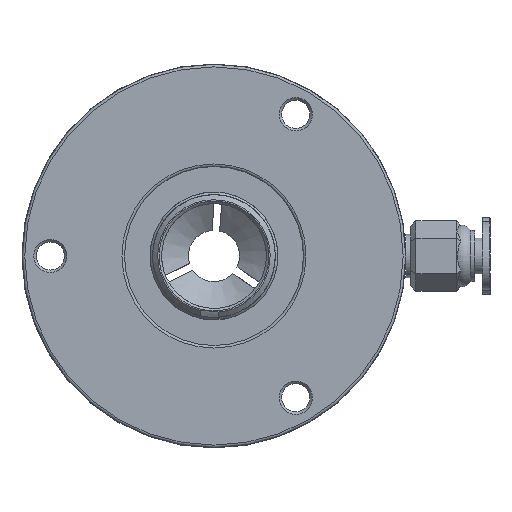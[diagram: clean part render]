
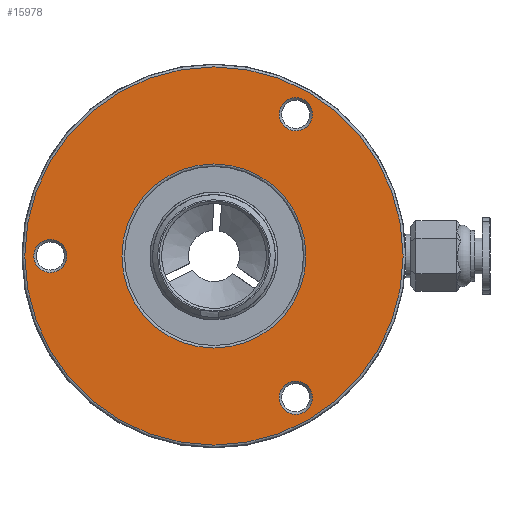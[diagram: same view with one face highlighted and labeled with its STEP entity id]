
A CAD part, left-side view. The second image highlights one B-rep face of the part: STEP entity #15978.
In plain terms, the highlighted planar face has unit normal (-1, 0, 0).
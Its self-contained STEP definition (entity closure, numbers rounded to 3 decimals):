
#2134 = FACE_BOUND ( 'NONE', #6308, .T. ) ;
#2234 = EDGE_LOOP ( 'NONE', ( #23774 ) ) ;
#2930 = DIRECTION ( 'NONE',  ( 0., 0., -1. ) ) ;
#4241 = AXIS2_PLACEMENT_3D ( 'NONE', #23900, #18616, #2930 ) ;
#4365 = CARTESIAN_POINT ( 'NONE',  ( -111.823, 48.457, 0. ) ) ;
#4496 = EDGE_CURVE ( 'NONE', #22030, #22030, #26523, .T. ) ;
#6033 = VERTEX_POINT ( 'NONE', #19563 ) ;
#6193 = CARTESIAN_POINT ( 'NONE',  ( -111.823, 0.457, -30.963 ) ) ;
#6308 = EDGE_LOOP ( 'NONE', ( #30853 ) ) ;
#7747 = ORIENTED_EDGE ( 'NONE', *, *, #16130, .T. ) ;
#7959 = CIRCLE ( 'NONE', #29900, 18. ) ;
#8529 = AXIS2_PLACEMENT_3D ( 'NONE', #11638, #22178, #27640 ) ;
#8859 = EDGE_CURVE ( 'NONE', #22538, #22538, #19424, .T. ) ;
#9253 = ORIENTED_EDGE ( 'NONE', *, *, #8859, .T. ) ;
#9486 = DIRECTION ( 'NONE',  ( 1., 0., 0. ) ) ;
#11497 = DIRECTION ( 'NONE',  ( 0., 0., -1. ) ) ;
#11638 = CARTESIAN_POINT ( 'NONE',  ( -111.823, 16.457, 0. ) ) ;
#11832 = CARTESIAN_POINT ( 'NONE',  ( -111.823, 16.457, 0. ) ) ;
#12482 = DIRECTION ( 'NONE',  ( 0., 0., -1. ) ) ;
#13080 = FACE_BOUND ( 'NONE', #20254, .T. ) ;
#13621 = AXIS2_PLACEMENT_3D ( 'NONE', #26298, #25767, #28755 ) ;
#13771 = EDGE_CURVE ( 'NONE', #6033, #6033, #23683, .T. ) ;
#13969 = EDGE_LOOP ( 'NONE', ( #23552 ) ) ;
#14470 = CARTESIAN_POINT ( 'NONE',  ( -111.823, 0.457, 27.713 ) ) ;
#15868 = CIRCLE ( 'NONE', #23173, 3.25 ) ;
#15978 = ADVANCED_FACE ( 'NONE', ( #2134, #28579, #13080, #20467, #34032 ), #34205, .F. ) ;
#16130 = EDGE_CURVE ( 'NONE', #22209, #22209, #15868, .T. ) ;
#17598 = VERTEX_POINT ( 'NONE', #20430 ) ;
#18616 = DIRECTION ( 'NONE',  ( 1., 0., 0. ) ) ;
#19424 = CIRCLE ( 'NONE', #4241, 3.25 ) ;
#19563 = CARTESIAN_POINT ( 'NONE',  ( -111.823, 16.457, -37. ) ) ;
#19740 = DIRECTION ( 'NONE',  ( 1., 0., 0. ) ) ;
#20254 = EDGE_LOOP ( 'NONE', ( #9253 ) ) ;
#20430 = CARTESIAN_POINT ( 'NONE',  ( -111.823, 16.457, -18. ) ) ;
#20467 = FACE_BOUND ( 'NONE', #22738, .T. ) ;
#22030 = VERTEX_POINT ( 'NONE', #27678 ) ;
#22178 = DIRECTION ( 'NONE',  ( -1., 0., 0. ) ) ;
#22209 = VERTEX_POINT ( 'NONE', #24671 ) ;
#22538 = VERTEX_POINT ( 'NONE', #6193 ) ;
#22738 = EDGE_LOOP ( 'NONE', ( #7747 ) ) ;
#23173 = AXIS2_PLACEMENT_3D ( 'NONE', #14470, #28192, #11497 ) ;
#23552 = ORIENTED_EDGE ( 'NONE', *, *, #4496, .T. ) ;
#23683 = CIRCLE ( 'NONE', #8529, 37. ) ;
#23774 = ORIENTED_EDGE ( 'NONE', *, *, #13771, .T. ) ;
#23900 = CARTESIAN_POINT ( 'NONE',  ( -111.823, 0.457, -27.713 ) ) ;
#24671 = CARTESIAN_POINT ( 'NONE',  ( -111.823, 0.457, 24.463 ) ) ;
#25767 = DIRECTION ( 'NONE',  ( 1., 0., 0. ) ) ;
#26298 = CARTESIAN_POINT ( 'NONE',  ( -111.823, 33.957, 0. ) ) ;
#26523 = CIRCLE ( 'NONE', #33276, 3.25 ) ;
#27640 = DIRECTION ( 'NONE',  ( 0., 0., -1. ) ) ;
#27678 = CARTESIAN_POINT ( 'NONE',  ( -111.823, 48.457, -3.25 ) ) ;
#28192 = DIRECTION ( 'NONE',  ( 1., 0., 0. ) ) ;
#28579 = FACE_BOUND ( 'NONE', #13969, .T. ) ;
#28755 = DIRECTION ( 'NONE',  ( 0., 1., 0. ) ) ;
#29679 = EDGE_CURVE ( 'NONE', #17598, #17598, #7959, .T. ) ;
#29900 = AXIS2_PLACEMENT_3D ( 'NONE', #11832, #19740, #30480 ) ;
#30480 = DIRECTION ( 'NONE',  ( 0., 0., -1. ) ) ;
#30853 = ORIENTED_EDGE ( 'NONE', *, *, #29679, .T. ) ;
#33276 = AXIS2_PLACEMENT_3D ( 'NONE', #4365, #9486, #12482 ) ;
#34032 = FACE_OUTER_BOUND ( 'NONE', #2234, .T. ) ;
#34205 = PLANE ( 'NONE',  #13621 ) ;
